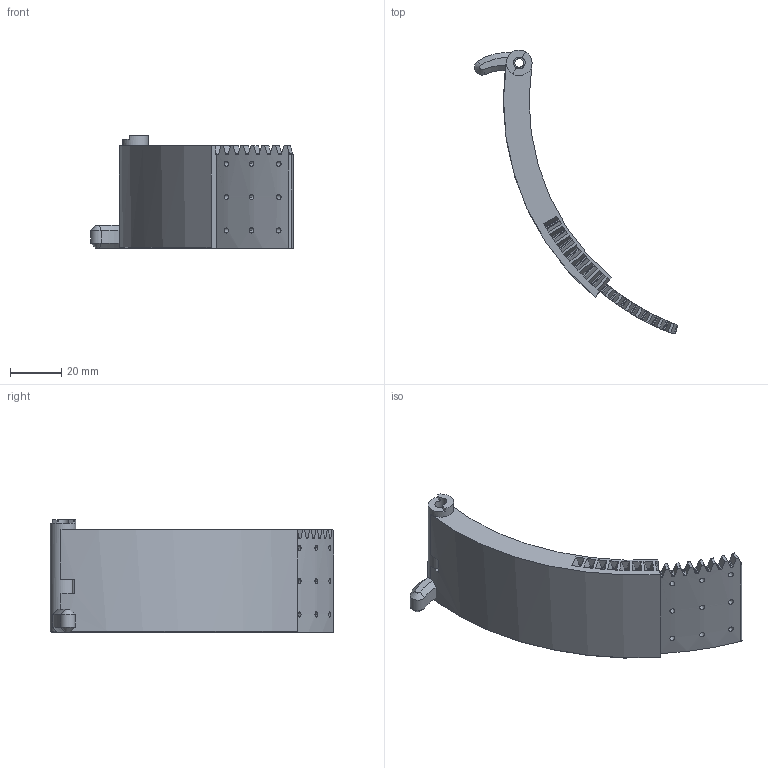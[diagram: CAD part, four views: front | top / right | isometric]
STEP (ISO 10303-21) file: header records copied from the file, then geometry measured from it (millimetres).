
FILE_DESCRIPTION(('FreeCAD Model'),'2;1');
FILE_NAME('Open CASCADE Shape Model','2025-03-17T15:18:49',(''),(''), 'Open CASCADE STEP processor 7.8','FreeCAD','Unknown');
FILE_SCHEMA(('AUTOMOTIVE_DESIGN { 1 0 10303 214 1 1 1 1 }'));
Length unit declared in the file: millimetre
Products named in the file (1): 2-rotor-segmented-in-three--part-1
Bounding box: 79.15 x 110.63 x 44 mm (x, y, z)
Volume: 45173.5 mm3; surface area: 16051 mm2
Topology: 1 solids, 1 shells, 183 faces, 494 edges, 332 vertices
Faces by surface type: plane 67, cone 41, cylinder 40, bspline 35
Full cylindrical faces by diameter (mm): 2 x6, 3.4 x8, 4.6 x2, 9.1 x6, 10 x1
Entity records: 7451 total; most frequent: CARTESIAN_POINT 3126, ORIENTED_EDGE 988, DIRECTION 742, EDGE_CURVE 494, VERTEX_POINT 332, AXIS2_PLACEMENT_3D 305, FACE_BOUND 226, EDGE_LOOP 226
